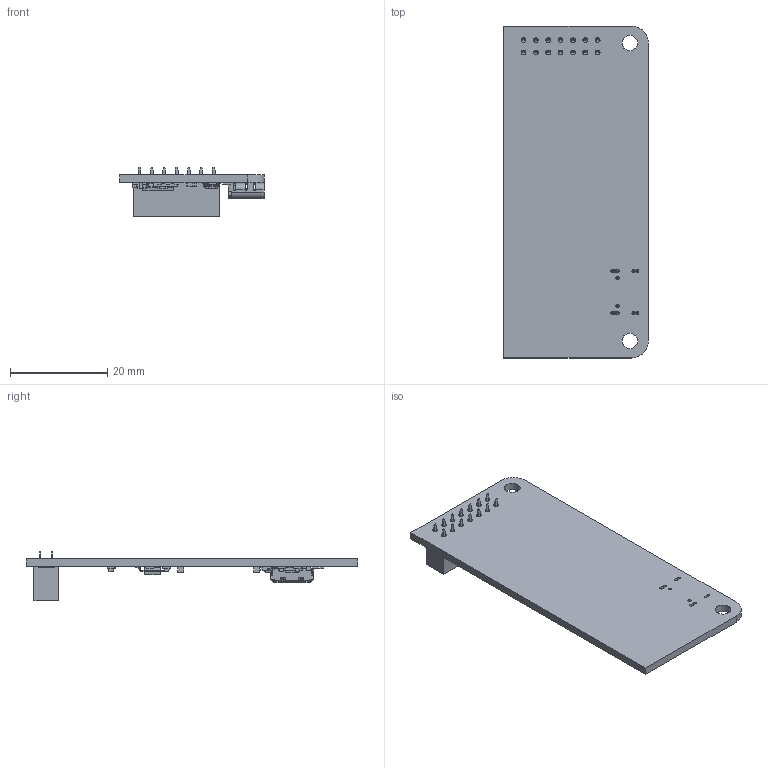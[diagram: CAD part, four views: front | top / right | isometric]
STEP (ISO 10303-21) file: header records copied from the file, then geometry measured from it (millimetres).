
FILE_DESCRIPTION(('FreeCAD Model'),'2;1');
FILE_NAME('Open CASCADE Shape Model','2025-03-04T00:20:01',(''),(''), 'Open CASCADE STEP processor 7.8','FreeCAD','Unknown');
FILE_SCHEMA(('AUTOMOTIVE_DESIGN { 1 0 10303 214 1 1 1 1 }'));
Length unit declared in the file: millimetre
Products named in the file (60): hautDeForme; Board_Geoms_adfa; Pcb_adfa; Step_Models_adfa; Bot_adfa; C14_C_0603_1608Metric_466b06563dad; C6_C_0805_2012Metric_36fd2068b96d; R26_R_0603_1608Metric_7708bdc434fe; D9_LED_0603_1608Metric_46d654ef8e3e; J1_PinSocket_2x07_P254mm_Vertical_6ab3e544b67c; U2_SOT_223_cc65569aa0fe; U4_QFN-28-1EP_5x5mm_Pitch0.5mm_e0a1b5ef8927; D14_D_SOD_123_b6459e2e886b; J6_USB4105GFA_c17b99680fba; USB4105GFA_USB4105GFA044; USB4105GFA_USB4105GFA; USB4105GFA_USB4105GFA001; USB4105GFA_USB4105GFA002; USB4105GFA_USB4105GFA003; USB4105GFA_USB4105GFA004; USB4105GFA_USB4105GFA005; USB4105GFA_USB4105GFA006; USB4105GFA_USB4105GFA007; USB4105GFA_USB4105GFA008; USB4105GFA_USB4105GFA009; USB4105GFA_USB4105GFA010; USB4105GFA_USB4105GFA011; USB4105GFA_USB4105GFA012; USB4105GFA_USB4105GFA013; USB4105GFA_USB4105GFA014; USB4105GFA_USB4105GFA015; USB4105GFA_USB4105GFA016; USB4105GFA_USB4105GFA017; USB4105GFA_USB4105GFA018; USB4105GFA_USB4105GFA019; USB4105GFA_USB4105GFA020; USB4105GFA_USB4105GFA021; USB4105GFA_USB4105GFA022; USB4105GFA_USB4105GFA023; USB4105GFA_USB4105GFA024 ...
Assembly tree (77 placements, depth 6):
  hautDeForme
    Board_Geoms_adfa
      Pcb_adfa
    Step_Models_adfa
      Bot_adfa
        C14_C_0603_1608Metric_466b06563dad  x3
        C6_C_0805_2012Metric_36fd2068b96d  x3
        R26_R_0603_1608Metric_7708bdc434fe  x12
        D9_LED_0603_1608Metric_46d654ef8e3e  x4
        J1_PinSocket_2x07_P254mm_Vertical_6ab3e544b67c
        U2_SOT_223_cc65569aa0fe
        U4_QFN-28-1EP_5x5mm_Pitch0.5mm_e0a1b5ef8927
        D14_D_SOD_123_b6459e2e886b
        J6_USB4105GFA_c17b99680fba
          USB4105GFA_USB4105GFA044
            USB4105GFA_USB4105GFA
            USB4105GFA_USB4105GFA001
            USB4105GFA_USB4105GFA002
            USB4105GFA_USB4105GFA003
            USB4105GFA_USB4105GFA004
            USB4105GFA_USB4105GFA005
            USB4105GFA_USB4105GFA006
            USB4105GFA_USB4105GFA007
            USB4105GFA_USB4105GFA008
            USB4105GFA_USB4105GFA009
            USB4105GFA_USB4105GFA010
            USB4105GFA_USB4105GFA011
            USB4105GFA_USB4105GFA012
            USB4105GFA_USB4105GFA013
            USB4105GFA_USB4105GFA014
            USB4105GFA_USB4105GFA015
            USB4105GFA_USB4105GFA016
            USB4105GFA_USB4105GFA017
            USB4105GFA_USB4105GFA018
            USB4105GFA_USB4105GFA019
            USB4105GFA_USB4105GFA020
            USB4105GFA_USB4105GFA021
            USB4105GFA_USB4105GFA022
            USB4105GFA_USB4105GFA023
            USB4105GFA_USB4105GFA024
            USB4105GFA_USB4105GFA025
            USB4105GFA_USB4105GFA026
            USB4105GFA_USB4105GFA027
            USB4105GFA_USB4105GFA028
            USB4105GFA_USB4105GFA029
            USB4105GFA_USB4105GFA030
            USB4105GFA_USB4105GFA031
            USB4105GFA_USB4105GFA032
            USB4105GFA_USB4105GFA033
            USB4105GFA_USB4105GFA034
            USB4105GFA_USB4105GFA035
            USB4105GFA_USB4105GFA036
            USB4105GFA_USB4105GFA037
            USB4105GFA_USB4105GFA038
            USB4105GFA_USB4105GFA039
            USB4105GFA_USB4105GFA040
            USB4105GFA_USB4105GFA041
            USB4105GFA_USB4105GFA042
            USB4105GFA_USB4105GFA043
        D8_SOT_143_8c8184d03dee
Bounding box: 29.8 x 68.3 x 10.1 mm (x, y, z)
Volume: 3998.2 mm3; surface area: 6104.7 mm2
Topology: 72 solids, 72 shells, 2500 faces, 6494 edges, 4190 vertices
Faces by surface type: plane 1872, cylinder 488, bspline 76, cone 64
Full cylindrical faces by diameter (mm): 0.5 x1, 0.65 x2, 1 x14, 3.2 x2
Entity records: 69657 total; most frequent: CARTESIAN_POINT 11129, ORIENTED_EDGE 10118, DIRECTION 9575, EDGE_CURVE 5059, LINE 4219, VECTOR 4219, VERTEX_POINT 3256, AXIS2_PLACEMENT_3D 2678
